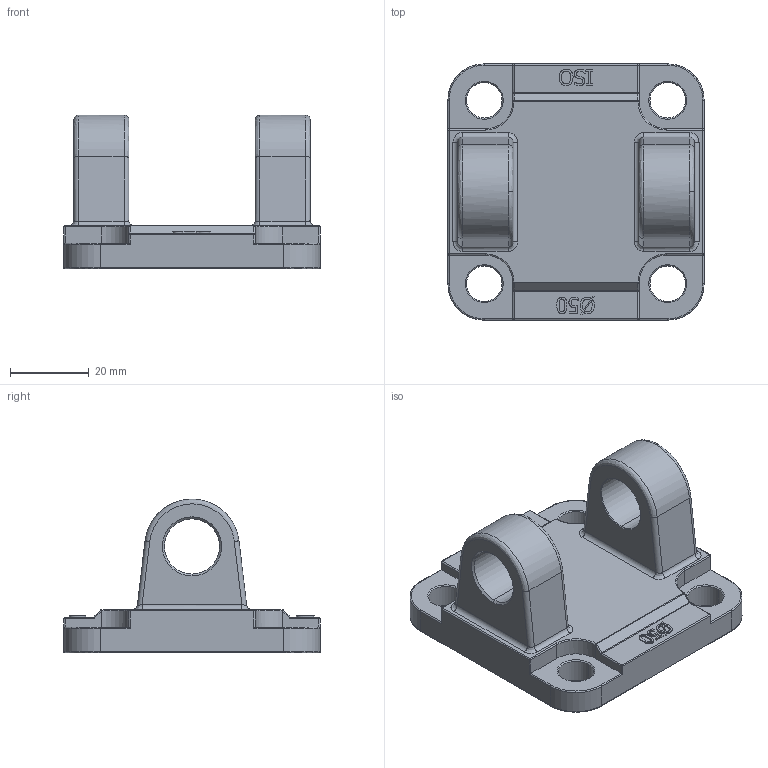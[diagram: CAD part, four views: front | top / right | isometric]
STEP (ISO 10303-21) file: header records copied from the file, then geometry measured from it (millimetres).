
FILE_DESCRIPTION (( 'STEP AP214' ), '1' );
FILE_NAME ('RD001502.STEP', '2017-02-01T15:42:25', ( '' ), ( '' ), 'SwSTEP 2.0', 'SolidWorks 2016', '' );
FILE_SCHEMA (( 'AUTOMOTIVE_DESIGN' ));
Length unit declared in the file: millimetre
Products named in the file (1): RD001502
Bounding box: 65 x 65 x 39 mm (x, y, z)
Volume: 45895.1 mm3; surface area: 15717 mm2
Topology: 1 solids, 1 shells, 295 faces, 722 edges, 436 vertices
Faces by surface type: bspline 117, cylinder 80, plane 72, cone 26
Entity records: 10344 total; most frequent: CARTESIAN_POINT 4119, ORIENTED_EDGE 1432, DIRECTION 1030, EDGE_CURVE 716, VERTEX_POINT 436, LINE 344, VECTOR 344, AXIS2_PLACEMENT_3D 343
